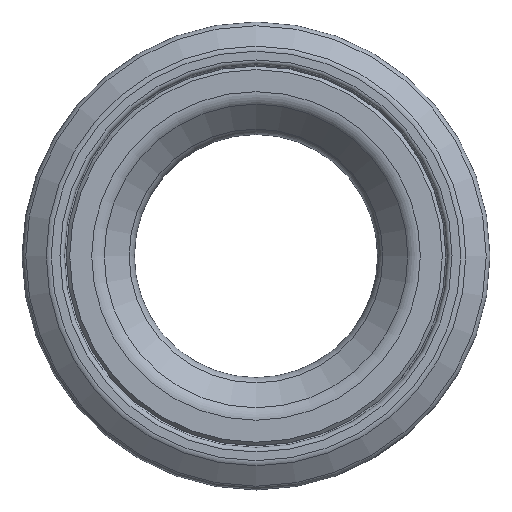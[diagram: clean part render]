
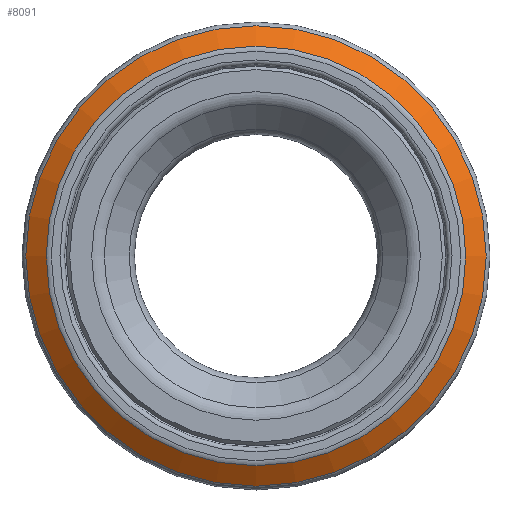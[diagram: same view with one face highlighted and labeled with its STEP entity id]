
A CAD part, top view. The second image highlights one B-rep face of the part: STEP entity #8091.
In plain terms, the highlighted conical face has half-angle 55 degrees and reference radius 25 mm.
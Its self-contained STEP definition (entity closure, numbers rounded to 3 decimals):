
#438=CONICAL_SURFACE('',#8757,25.,0.96);
#493=FACE_OUTER_BOUND('',#1111,.T.);
#1111=EDGE_LOOP('',(#5452,#5453,#5454,#5455,#5456));
#1718=CIRCLE('',#8754,26.074);
#1720=CIRCLE('',#8756,26.074);
#1721=CIRCLE('',#8758,23.758);
#2773=LINE('',#16111,#3010);
#3010=VECTOR('',#10243,25.);
#3290=VERTEX_POINT('',#16103);
#3291=VERTEX_POINT('',#16104);
#3292=VERTEX_POINT('',#16109);
#4034=EDGE_CURVE('',#3290,#3291,#1718,.T.);
#4036=EDGE_CURVE('',#3291,#3290,#1720,.T.);
#4037=EDGE_CURVE('',#3292,#3292,#1721,.T.);
#4038=EDGE_CURVE('',#3292,#3290,#2773,.T.);
#5452=ORIENTED_EDGE('',*,*,#4037,.F.);
#5453=ORIENTED_EDGE('',*,*,#4038,.T.);
#5454=ORIENTED_EDGE('',*,*,#4036,.F.);
#5455=ORIENTED_EDGE('',*,*,#4034,.F.);
#5456=ORIENTED_EDGE('',*,*,#4038,.F.);
#8091=ADVANCED_FACE('',(#493),#438,.T.);
#8754=AXIS2_PLACEMENT_3D('',#16105,#10233,#10234);
#8756=AXIS2_PLACEMENT_3D('',#16107,#10237,#10238);
#8757=AXIS2_PLACEMENT_3D('',#16108,#10239,#10240);
#8758=AXIS2_PLACEMENT_3D('',#16110,#10241,#10242);
#10233=DIRECTION('center_axis',(0.,0.,-1.));
#10234=DIRECTION('ref_axis',(-1.,0.,0.));
#10237=DIRECTION('center_axis',(0.,0.,-1.));
#10238=DIRECTION('ref_axis',(-1.,0.,0.));
#10239=DIRECTION('center_axis',(0.,0.,-1.));
#10240=DIRECTION('ref_axis',(-1.,0.,0.));
#10241=DIRECTION('center_axis',(0.,0.,1.));
#10242=DIRECTION('ref_axis',(-1.,0.,0.));
#10243=DIRECTION('',(0.819,0.,-0.574));
#16103=CARTESIAN_POINT('',(26.074,0.,15.198));
#16104=CARTESIAN_POINT('',(-26.074,0.,15.198));
#16105=CARTESIAN_POINT('Origin',(0.,0.,15.198));
#16107=CARTESIAN_POINT('Origin',(0.,0.,15.198));
#16108=CARTESIAN_POINT('Origin',(0.,0.,15.95));
#16109=CARTESIAN_POINT('',(23.758,0.,16.819));
#16110=CARTESIAN_POINT('Origin',(0.,0.,16.819));
#16111=CARTESIAN_POINT('',(25.,0.,15.95));
